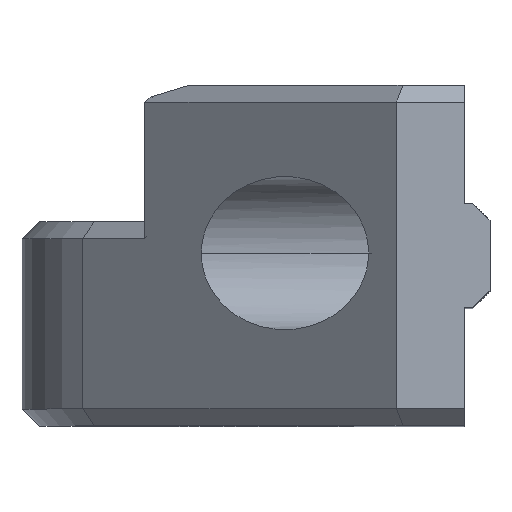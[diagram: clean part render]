
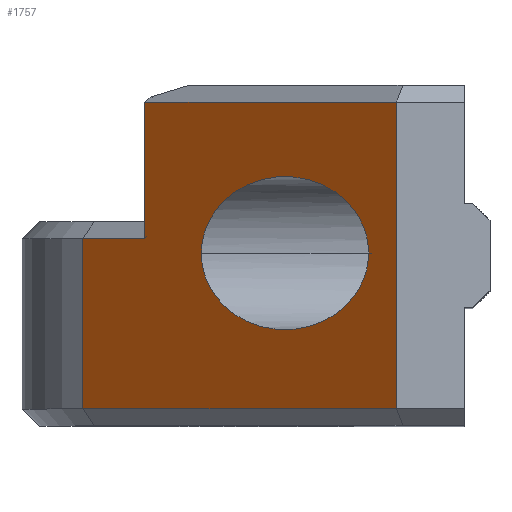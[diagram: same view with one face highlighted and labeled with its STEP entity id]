
A CAD part, top view. The second image highlights one B-rep face of the part: STEP entity #1757.
In plain terms, the highlighted planar face has unit normal (-0.676, 0, 0.737).
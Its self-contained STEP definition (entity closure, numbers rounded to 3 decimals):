
#1 = CARTESIAN_POINT ( 'NONE',  ( -7.432, 1., 8.11 ) ) ;
#35 = CARTESIAN_POINT ( 'NONE',  ( 11., 20., 25. ) ) ;
#118 = ORIENTED_EDGE ( 'NONE', *, *, #1953, .F. ) ;
#120 = ORIENTED_EDGE ( 'NONE', *, *, #2039, .F. ) ;
#179 = CARTESIAN_POINT ( 'NONE',  ( 11., 19., 25. ) ) ;
#189 = CARTESIAN_POINT ( 'NONE',  ( 9.363, 10.133, 23.5 ) ) ;
#213 = DIRECTION ( 'NONE',  ( 0., -1., 0. ) ) ;
#246 = VECTOR ( 'NONE', #2042, 1000. ) ;
#271 = DIRECTION ( 'NONE',  ( 0.737, 0., 0.676 ) ) ;
#294 = DIRECTION ( 'NONE',  ( -0.737, 0., -0.676 ) ) ;
#324 = CARTESIAN_POINT ( 'NONE',  ( 11., 1., 25. ) ) ;
#332 =( BOUNDED_CURVE ( )  B_SPLINE_CURVE ( 3, ( #418, #583, #1256, #1759 ),
 .UNSPECIFIED., .F., .F. ) 
 B_SPLINE_CURVE_WITH_KNOTS ( ( 4, 4 ),
 ( 3.142, 6.283 ),
 .UNSPECIFIED. ) 
 CURVE ( )  GEOMETRIC_REPRESENTATION_ITEM ( )  RATIONAL_B_SPLINE_CURVE ( ( 1., 0.333, 0.333, 1. ) ) 
 REPRESENTATION_ITEM ( '' )  );
#375 = DIRECTION ( 'NONE',  ( 0., -1., 0. ) ) ;
#380 = EDGE_CURVE ( 'NONE', #1921, #1964, #1332, .T. ) ;
#407 = VECTOR ( 'NONE', #213, 1000. ) ;
#418 = CARTESIAN_POINT ( 'NONE',  ( 9.363, 10.133, 23.5 ) ) ;
#452 = LINE ( 'NONE', #771, #605 ) ;
#459 = FACE_OUTER_BOUND ( 'NONE', #1189, .T. ) ;
#487 = CARTESIAN_POINT ( 'NONE',  ( -3.777, 11., 11.459 ) ) ;
#514 = PLANE ( 'NONE',  #1159 ) ;
#524 = EDGE_LOOP ( 'NONE', ( #1335, #118 ) ) ;
#583 = CARTESIAN_POINT ( 'NONE',  ( 9.363, 19.133, 23.5 ) ) ;
#585 = EDGE_CURVE ( 'NONE', #1215, #1611, #2066, .T. ) ;
#605 = VECTOR ( 'NONE', #294, 1000. ) ;
#614 = EDGE_CURVE ( 'NONE', #1964, #694, #452, .T. ) ;
#694 = VERTEX_POINT ( 'NONE', #974 ) ;
#715 = CARTESIAN_POINT ( 'NONE',  ( -3.777, 20., 11.459 ) ) ;
#763 = CARTESIAN_POINT ( 'NONE',  ( -0.458, 1.133, 14.5 ) ) ;
#771 = CARTESIAN_POINT ( 'NONE',  ( -7.432, 11., 8.11 ) ) ;
#834 = VERTEX_POINT ( 'NONE', #189 ) ;
#899 = VECTOR ( 'NONE', #375, 1000. ) ;
#925 = CARTESIAN_POINT ( 'NONE',  ( -0.458, 10.133, 14.5 ) ) ;
#965 = ORIENTED_EDGE ( 'NONE', *, *, #380, .T. ) ;
#974 = CARTESIAN_POINT ( 'NONE',  ( -7.432, 11., 8.11 ) ) ;
#1033 = ORIENTED_EDGE ( 'NONE', *, *, #2000, .T. ) ;
#1038 = DIRECTION ( 'NONE',  ( -0.737, 0., -0.676 ) ) ;
#1047 = CARTESIAN_POINT ( 'NONE',  ( -7.432, 20., 8.11 ) ) ;
#1159 = AXIS2_PLACEMENT_3D ( 'NONE', #1866, #1352, #1038 ) ;
#1187 = FACE_BOUND ( 'NONE', #524, .T. ) ;
#1189 = EDGE_LOOP ( 'NONE', ( #965, #1871, #1033, #1664, #120, #1451 ) ) ;
#1215 = VERTEX_POINT ( 'NONE', #1 ) ;
#1256 = CARTESIAN_POINT ( 'NONE',  ( -0.458, 19.133, 14.5 ) ) ;
#1314 = LINE ( 'NONE', #1047, #246 ) ;
#1332 = LINE ( 'NONE', #715, #899 ) ;
#1335 = ORIENTED_EDGE ( 'NONE', *, *, #1447, .F. ) ;
#1336 = LINE ( 'NONE', #35, #407 ) ;
#1352 = DIRECTION ( 'NONE',  ( 0.676, 0., -0.737 ) ) ;
#1419 = DIRECTION ( 'NONE',  ( -0.737, 0., -0.676 ) ) ;
#1429 = CARTESIAN_POINT ( 'NONE',  ( 9.363, 1.133, 23.5 ) ) ;
#1447 = EDGE_CURVE ( 'NONE', #834, #2087, #332, .T. ) ;
#1451 = ORIENTED_EDGE ( 'NONE', *, *, #1938, .T. ) ;
#1586 = CARTESIAN_POINT ( 'NONE',  ( 9.363, 10.133, 23.5 ) ) ;
#1611 = VERTEX_POINT ( 'NONE', #324 ) ;
#1630 = VECTOR ( 'NONE', #271, 1000. ) ;
#1664 = ORIENTED_EDGE ( 'NONE', *, *, #585, .T. ) ;
#1678 = VERTEX_POINT ( 'NONE', #179 ) ;
#1727 =( BOUNDED_CURVE ( )  B_SPLINE_CURVE ( 3, ( #925, #763, #1429, #1586 ),
 .UNSPECIFIED., .F., .F. ) 
 B_SPLINE_CURVE_WITH_KNOTS ( ( 4, 4 ),
 ( 0., 3.142 ),
 .UNSPECIFIED. ) 
 CURVE ( )  GEOMETRIC_REPRESENTATION_ITEM ( )  RATIONAL_B_SPLINE_CURVE ( ( 1., 0.333, 0.333, 1. ) ) 
 REPRESENTATION_ITEM ( '' )  );
#1737 = VECTOR ( 'NONE', #1419, 1000. ) ;
#1757 = ADVANCED_FACE ( 'NONE', ( #1187, #459 ), #514, .F. ) ;
#1759 = CARTESIAN_POINT ( 'NONE',  ( -0.458, 10.133, 14.5 ) ) ;
#1765 = CARTESIAN_POINT ( 'NONE',  ( -4.959, 19., 10.376 ) ) ;
#1767 = CARTESIAN_POINT ( 'NONE',  ( -7.432, 1., 8.11 ) ) ;
#1866 = CARTESIAN_POINT ( 'NONE',  ( -7.432, 20., 8.11 ) ) ;
#1871 = ORIENTED_EDGE ( 'NONE', *, *, #614, .T. ) ;
#1921 = VERTEX_POINT ( 'NONE', #1924 ) ;
#1924 = CARTESIAN_POINT ( 'NONE',  ( -3.777, 19., 11.459 ) ) ;
#1938 = EDGE_CURVE ( 'NONE', #1678, #1921, #2218, .T. ) ;
#1953 = EDGE_CURVE ( 'NONE', #2087, #834, #1727, .T. ) ;
#1964 = VERTEX_POINT ( 'NONE', #487 ) ;
#2000 = EDGE_CURVE ( 'NONE', #694, #1215, #1314, .T. ) ;
#2039 = EDGE_CURVE ( 'NONE', #1678, #1611, #1336, .T. ) ;
#2042 = DIRECTION ( 'NONE',  ( 0., -1., 0. ) ) ;
#2066 = LINE ( 'NONE', #1767, #1630 ) ;
#2087 = VERTEX_POINT ( 'NONE', #2192 ) ;
#2192 = CARTESIAN_POINT ( 'NONE',  ( -0.458, 10.133, 14.5 ) ) ;
#2218 = LINE ( 'NONE', #1765, #1737 ) ;
